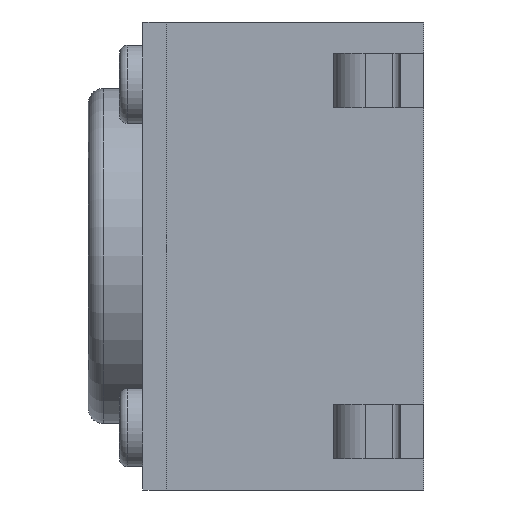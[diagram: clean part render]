
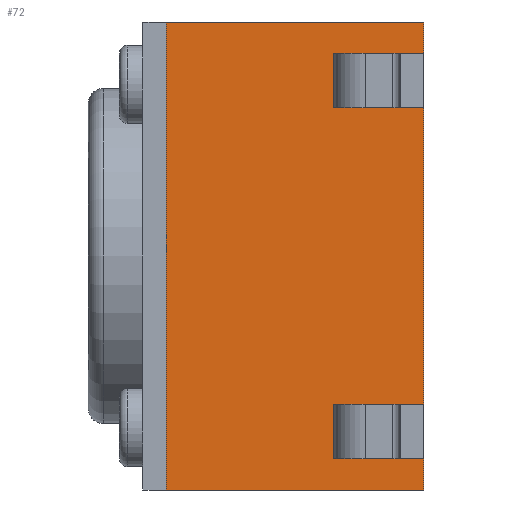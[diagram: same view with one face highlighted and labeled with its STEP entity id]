
A CAD part, left-side view. The second image highlights one B-rep face of the part: STEP entity #72.
In plain terms, the highlighted planar face has unit normal (-1, 0, 0).
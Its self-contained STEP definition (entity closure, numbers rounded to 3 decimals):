
#72 = ADVANCED_FACE ( 'NONE', ( #1787 ), #757, .F. ) ;
#206 = ORIENTED_EDGE ( 'NONE', *, *, #1154, .T. ) ;
#260 = VERTEX_POINT ( 'NONE', #1192 ) ;
#333 = DIRECTION ( 'NONE',  ( 1., 0., 0. ) ) ;
#612 = CARTESIAN_POINT ( 'NONE',  ( -3., 0., 3. ) ) ;
#757 = PLANE ( 'NONE',  #1704 ) ;
#918 = ORIENTED_EDGE ( 'NONE', *, *, #1564, .F. ) ;
#948 = ORIENTED_EDGE ( 'NONE', *, *, #1242, .T. ) ;
#1027 = DIRECTION ( 'NONE',  ( 0., 0., 1. ) ) ;
#1034 = LINE ( 'NONE', #612, #3861 ) ;
#1115 = CARTESIAN_POINT ( 'NONE',  ( -3., 0., -3. ) ) ;
#1154 = EDGE_CURVE ( 'NONE', #4208, #260, #1034, .T. ) ;
#1192 = CARTESIAN_POINT ( 'NONE',  ( -3., 0., 3. ) ) ;
#1242 = EDGE_CURVE ( 'NONE', #1990, #4208, #4229, .T. ) ;
#1506 = CARTESIAN_POINT ( 'NONE',  ( -3., 3.3, 3. ) ) ;
#1537 = VERTEX_POINT ( 'NONE', #3502 ) ;
#1564 = EDGE_CURVE ( 'NONE', #1537, #260, #3578, .T. ) ;
#1660 = EDGE_LOOP ( 'NONE', ( #206, #918, #1696, #948 ) ) ;
#1696 = ORIENTED_EDGE ( 'NONE', *, *, #1821, .F. ) ;
#1704 = AXIS2_PLACEMENT_3D ( 'NONE', #1863, #333, #3372 ) ;
#1787 = FACE_OUTER_BOUND ( 'NONE', #1660, .T. ) ;
#1821 = EDGE_CURVE ( 'NONE', #1990, #1537, #2560, .T. ) ;
#1863 = CARTESIAN_POINT ( 'NONE',  ( -3., 3.3, 3. ) ) ;
#1978 = CARTESIAN_POINT ( 'NONE',  ( -3., 3.3, 3. ) ) ;
#1990 = VERTEX_POINT ( 'NONE', #2110 ) ;
#2110 = CARTESIAN_POINT ( 'NONE',  ( -3., 3.3, -3. ) ) ;
#2220 = DIRECTION ( 'NONE',  ( 0., -1., 0. ) ) ;
#2560 = LINE ( 'NONE', #1506, #4765 ) ;
#2750 = DIRECTION ( 'NONE',  ( 0., -1., 0. ) ) ;
#2922 = VECTOR ( 'NONE', #2220, 1000. ) ;
#3372 = DIRECTION ( 'NONE',  ( 0., 0., -1. ) ) ;
#3502 = CARTESIAN_POINT ( 'NONE',  ( -3., 3.3, 3. ) ) ;
#3578 = LINE ( 'NONE', #1978, #4531 ) ;
#3861 = VECTOR ( 'NONE', #1027, 1000. ) ;
#4208 = VERTEX_POINT ( 'NONE', #1115 ) ;
#4229 = LINE ( 'NONE', #4500, #2922 ) ;
#4500 = CARTESIAN_POINT ( 'NONE',  ( -3., 3.3, -3. ) ) ;
#4531 = VECTOR ( 'NONE', #2750, 1000. ) ;
#4765 = VECTOR ( 'NONE', #4921, 1000. ) ;
#4921 = DIRECTION ( 'NONE',  ( 0., 0., 1. ) ) ;
